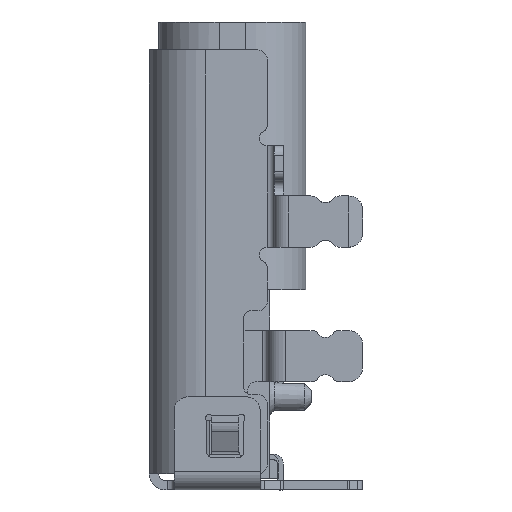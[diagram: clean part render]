
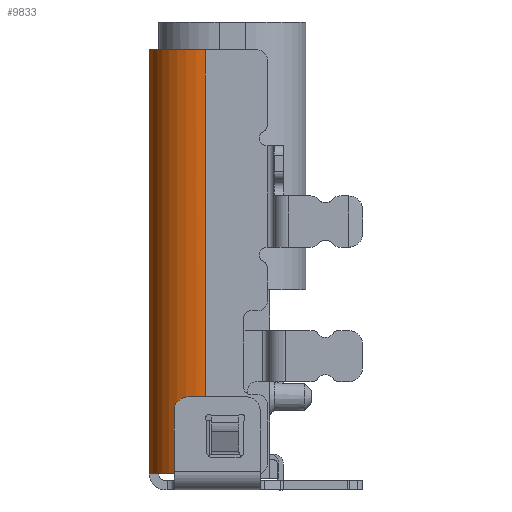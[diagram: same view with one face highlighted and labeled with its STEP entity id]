
A CAD part, left-side view. The second image highlights one B-rep face of the part: STEP entity #9833.
In plain terms, the highlighted cylindrical face has radius 1.2 mm (diameter 2.4 mm), a partial arc.
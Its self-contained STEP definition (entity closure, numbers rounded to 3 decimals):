
#1333 = VERTEX_POINT ( 'NONE', #4285 ) ;
#1742 = EDGE_CURVE ( 'NONE', #23379, #1333, #10206, .T. ) ;
#1786 = CARTESIAN_POINT ( 'NONE',  ( -77.075, -1.364, -49.74 ) ) ;
#4285 = CARTESIAN_POINT ( 'NONE',  ( -77.08, -1.471, -50.532 ) ) ;
#5223 = CARTESIAN_POINT ( 'NONE',  ( -77.08, -1.444, -50.527 ) ) ;
#6041 = B_SPLINE_CURVE_WITH_KNOTS ( 'NONE', 3,
 ( #39956, #10582, #5223, #45701, #17802, #40336, #57504, #52926, #68939, #74651, #41089, #51796, #34233, #29248, #16677, #11718 ),
 .UNSPECIFIED., .F., .F.,
 ( 4, 3, 3, 3, 3, 4 ),
 ( 0., 0., 0., 0., 0., 0. ),
 .UNSPECIFIED. ) ;
#6755 = CARTESIAN_POINT ( 'NONE',  ( -77.075, -1.361, -49.773 ) ) ;
#7503 = EDGE_CURVE ( 'NONE', #58803, #64925, #43137, .T. ) ;
#7892 = CARTESIAN_POINT ( 'NONE',  ( -75.88, -0.271, -50.893 ) ) ;
#9330 = CYLINDRICAL_SURFACE ( 'NONE', #72307, 1.2 ) ;
#9833 = ADVANCED_FACE ( 'NONE', ( #33724 ), #9330, .T. ) ;
#10206 = LINE ( 'NONE', #51787, #65257 ) ;
#10463 = CARTESIAN_POINT ( 'NONE',  ( -75.88, -1.471, -50.893 ) ) ;
#10582 = CARTESIAN_POINT ( 'NONE',  ( -77.08, -1.458, -50.531 ) ) ;
#10739 = CARTESIAN_POINT ( 'NONE',  ( -77.08, -1.471, -50.893 ) ) ;
#11718 = CARTESIAN_POINT ( 'NONE',  ( -77.075, -1.361, -50.408 ) ) ;
#12475 = CARTESIAN_POINT ( 'NONE',  ( -77.077, -1.394, -49.68 ) ) ;
#15518 = DIRECTION ( 'NONE',  ( 1., 0., 0. ) ) ;
#16677 = CARTESIAN_POINT ( 'NONE',  ( -77.075, -1.361, -50.413 ) ) ;
#17802 = CARTESIAN_POINT ( 'NONE',  ( -77.079, -1.419, -50.514 ) ) ;
#19252 = EDGE_CURVE ( 'NONE', #64925, #70024, #68727, .T. ) ;
#19321 = CARTESIAN_POINT ( 'NONE',  ( -77.075, -1.361, -49.757 ) ) ;
#21377 = VERTEX_POINT ( 'NONE', #61153 ) ;
#22403 = EDGE_CURVE ( 'NONE', #1333, #50357, #6041, .T. ) ;
#23379 = VERTEX_POINT ( 'NONE', #37372 ) ;
#24237 = AXIS2_PLACEMENT_3D ( 'NONE', #62431, #51365, #69628 ) ;
#24276 = CARTESIAN_POINT ( 'NONE',  ( -77.08, -1.457, -49.633 ) ) ;
#24314 = ORIENTED_EDGE ( 'NONE', *, *, #1742, .T. ) ;
#24394 = CARTESIAN_POINT ( 'NONE',  ( -77.08, -1.471, -49.629 ) ) ;
#24619 = AXIS2_PLACEMENT_3D ( 'NONE', #31572, #44536, #15518 ) ;
#25053 = CARTESIAN_POINT ( 'NONE',  ( -77.079, -1.417, -49.655 ) ) ;
#25103 = EDGE_CURVE ( 'NONE', #21377, #23379, #64606, .T. ) ;
#25325 = CARTESIAN_POINT ( 'NONE',  ( -77.075, -1.361, -50.893 ) ) ;
#27252 = DIRECTION ( 'NONE',  ( 1., 0., 0. ) ) ;
#29017 = DIRECTION ( 'NONE',  ( 0., 0., 1. ) ) ;
#29248 = CARTESIAN_POINT ( 'NONE',  ( -77.075, -1.362, -50.417 ) ) ;
#30017 = CARTESIAN_POINT ( 'NONE',  ( -77.078, -1.405, -49.667 ) ) ;
#30387 = CARTESIAN_POINT ( 'NONE',  ( -77.076, -1.375, -49.708 ) ) ;
#31162 = CARTESIAN_POINT ( 'NONE',  ( -77.079, -1.432, -49.646 ) ) ;
#31513 = DIRECTION ( 'NONE',  ( 0., 0., -1. ) ) ;
#31572 = CARTESIAN_POINT ( 'NONE',  ( -75.88, -1.471, -41.793 ) ) ;
#33724 = FACE_OUTER_BOUND ( 'NONE', #56734, .T. ) ;
#34204 = EDGE_CURVE ( 'NONE', #70024, #45077, #57529, .T. ) ;
#34233 = CARTESIAN_POINT ( 'NONE',  ( -77.075, -1.362, -50.421 ) ) ;
#36500 = CARTESIAN_POINT ( 'NONE',  ( -77.08, -1.471, -49.629 ) ) ;
#36986 = VECTOR ( 'NONE', #29017, 1000. ) ;
#37372 = CARTESIAN_POINT ( 'NONE',  ( -77.08, -1.471, -50.893 ) ) ;
#39299 = VECTOR ( 'NONE', #65019, 1000. ) ;
#39956 = CARTESIAN_POINT ( 'NONE',  ( -77.08, -1.471, -50.532 ) ) ;
#40336 = CARTESIAN_POINT ( 'NONE',  ( -77.078, -1.407, -50.506 ) ) ;
#41089 = CARTESIAN_POINT ( 'NONE',  ( -77.075, -1.367, -50.449 ) ) ;
#41377 = ORIENTED_EDGE ( 'NONE', *, *, #22403, .T. ) ;
#41775 = CARTESIAN_POINT ( 'NONE',  ( -77.08, -1.471, -41.793 ) ) ;
#42956 = VECTOR ( 'NONE', #31513, 1000. ) ;
#42970 = ORIENTED_EDGE ( 'NONE', *, *, #25103, .T. ) ;
#43137 = B_SPLINE_CURVE_WITH_KNOTS ( 'NONE', 3,
 ( #6755, #19321, #1786, #59389, #30387, #65484, #12475, #30017, #25053, #31162, #53296, #24276, #36500 ),
 .UNSPECIFIED., .F., .F.,
 ( 4, 3, 3, 3, 4 ),
 ( 0., 0., 0., 0., 0. ),
 .UNSPECIFIED. ) ;
#44536 = DIRECTION ( 'NONE',  ( 0., 0., -1. ) ) ;
#45077 = VERTEX_POINT ( 'NONE', #71277 ) ;
#45182 = DIRECTION ( 'NONE',  ( 0., 0., 1. ) ) ;
#45701 = CARTESIAN_POINT ( 'NONE',  ( -77.079, -1.431, -50.521 ) ) ;
#49586 = ORIENTED_EDGE ( 'NONE', *, *, #34204, .T. ) ;
#50357 = VERTEX_POINT ( 'NONE', #66584 ) ;
#51365 = DIRECTION ( 'NONE',  ( 0., 0., 1. ) ) ;
#51685 = CARTESIAN_POINT ( 'NONE',  ( -77.075, -1.361, -49.773 ) ) ;
#51787 = CARTESIAN_POINT ( 'NONE',  ( -77.08, -1.471, -50.893 ) ) ;
#51796 = CARTESIAN_POINT ( 'NONE',  ( -77.075, -1.363, -50.435 ) ) ;
#52839 = LINE ( 'NONE', #25325, #39299 ) ;
#52926 = CARTESIAN_POINT ( 'NONE',  ( -77.077, -1.388, -50.486 ) ) ;
#53296 = CARTESIAN_POINT ( 'NONE',  ( -77.08, -1.444, -49.639 ) ) ;
#54543 = EDGE_CURVE ( 'NONE', #45077, #21377, #60159, .T. ) ;
#54861 = EDGE_CURVE ( 'NONE', #50357, #58803, #52839, .T. ) ;
#56479 = ORIENTED_EDGE ( 'NONE', *, *, #7503, .T. ) ;
#56734 = EDGE_LOOP ( 'NONE', ( #63387, #42970, #24314, #41377, #57006, #56479, #65736, #49586 ) ) ;
#57006 = ORIENTED_EDGE ( 'NONE', *, *, #54861, .T. ) ;
#57504 = CARTESIAN_POINT ( 'NONE',  ( -77.078, -1.397, -50.496 ) ) ;
#57529 = CIRCLE ( 'NONE', #24619, 1.2 ) ;
#58803 = VERTEX_POINT ( 'NONE', #51685 ) ;
#59389 = CARTESIAN_POINT ( 'NONE',  ( -77.076, -1.37, -49.724 ) ) ;
#60159 = LINE ( 'NONE', #7892, #42956 ) ;
#61153 = CARTESIAN_POINT ( 'NONE',  ( -75.88, -0.271, -50.893 ) ) ;
#62431 = CARTESIAN_POINT ( 'NONE',  ( -75.88, -1.471, -50.893 ) ) ;
#63387 = ORIENTED_EDGE ( 'NONE', *, *, #54543, .T. ) ;
#64606 = CIRCLE ( 'NONE', #24237, 1.2 ) ;
#64925 = VERTEX_POINT ( 'NONE', #24394 ) ;
#65019 = DIRECTION ( 'NONE',  ( 0., 0., 1. ) ) ;
#65257 = VECTOR ( 'NONE', #68546, 1000. ) ;
#65484 = CARTESIAN_POINT ( 'NONE',  ( -77.077, -1.384, -49.693 ) ) ;
#65736 = ORIENTED_EDGE ( 'NONE', *, *, #19252, .T. ) ;
#66584 = CARTESIAN_POINT ( 'NONE',  ( -77.075, -1.361, -50.408 ) ) ;
#68546 = DIRECTION ( 'NONE',  ( 0., 0., 1. ) ) ;
#68727 = LINE ( 'NONE', #10739, #36986 ) ;
#68939 = CARTESIAN_POINT ( 'NONE',  ( -77.076, -1.379, -50.474 ) ) ;
#69628 = DIRECTION ( 'NONE',  ( 1., 0., 0. ) ) ;
#70024 = VERTEX_POINT ( 'NONE', #41775 ) ;
#71277 = CARTESIAN_POINT ( 'NONE',  ( -75.88, -0.271, -41.793 ) ) ;
#72307 = AXIS2_PLACEMENT_3D ( 'NONE', #10463, #45182, #27252 ) ;
#74651 = CARTESIAN_POINT ( 'NONE',  ( -77.076, -1.373, -50.462 ) ) ;
